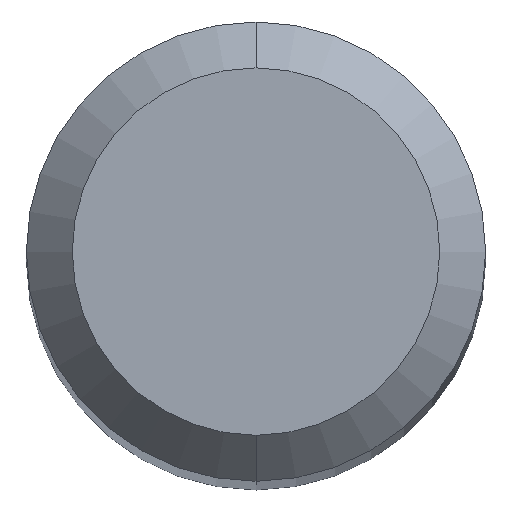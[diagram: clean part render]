
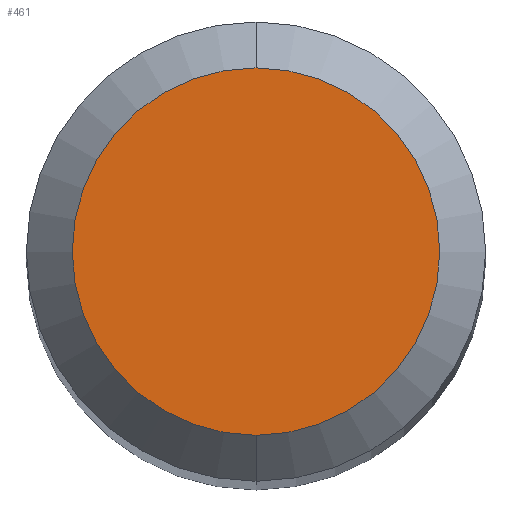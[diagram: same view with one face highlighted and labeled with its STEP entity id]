
A CAD part, top view. The second image highlights one B-rep face of the part: STEP entity #461.
In plain terms, the highlighted planar face has unit normal (0, 0, 1).
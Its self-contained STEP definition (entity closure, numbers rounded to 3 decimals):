
#229=EDGE_CURVE('',#245,#305,#539,.T.);
#245=VERTEX_POINT('',#558);
#305=VERTEX_POINT('',#623);
#375=EDGE_CURVE('',#305,#245,#698,.T.);
#461=ADVANCED_FACE('',(#797),#798,.T.);
#539=CIRCLE('',#955,1.2);
#558=CARTESIAN_POINT('',(0.0,1.2,0.0));
#623=CARTESIAN_POINT('',(0.,-1.2,0.0));
#698=CIRCLE('',#1266,1.2);
#797=FACE_OUTER_BOUND('',#1434,.T.);
#798=PLANE('',#1435);
#955=AXIS2_PLACEMENT_3D('',#1492,#1493,#1494);
#1266=AXIS2_PLACEMENT_3D('',#1655,#1656,#1657);
#1434=EDGE_LOOP('',(#1800,#1801));
#1435=AXIS2_PLACEMENT_3D('',#1802,#1803,#1804);
#1492=CARTESIAN_POINT('',(0.0,0.0,0.0));
#1493=DIRECTION('',(0.0,0.0,-1.0));
#1494=DIRECTION('',(0.0,1.0,0.0));
#1655=CARTESIAN_POINT('',(0.0,0.0,0.0));
#1656=DIRECTION('',(0.0,0.0,-1.0));
#1657=DIRECTION('',(0.0,1.0,0.0));
#1800=ORIENTED_EDGE('',*,*,#229,.F.);
#1801=ORIENTED_EDGE('',*,*,#375,.F.);
#1802=CARTESIAN_POINT('',(0.0,0.6,0.0));
#1803=DIRECTION('',(-0.0,0.0,1.0));
#1804=DIRECTION('',(0.0,-1.0,0.0));
